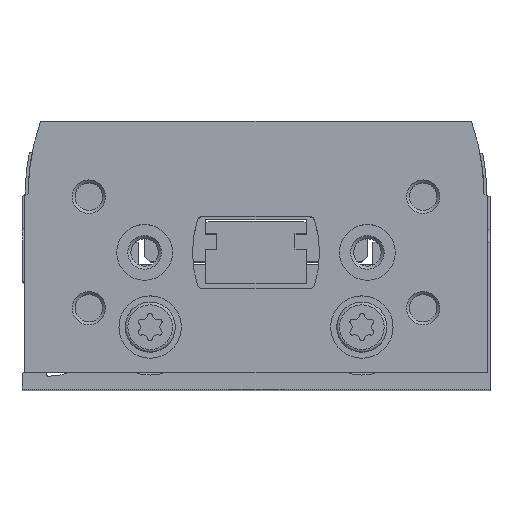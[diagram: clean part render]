
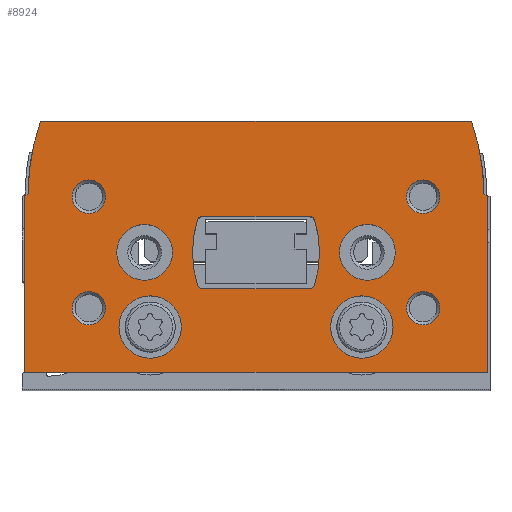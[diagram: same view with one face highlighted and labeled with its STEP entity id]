
A CAD part, top view. The second image highlights one B-rep face of the part: STEP entity #8924.
In plain terms, the highlighted planar face has unit normal (0, 0, 1).
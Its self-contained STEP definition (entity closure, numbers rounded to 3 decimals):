
#412=LINE('',#13920,#910);
#417=LINE('',#13930,#915);
#435=LINE('',#13976,#933);
#441=LINE('',#13988,#939);
#455=LINE('',#14061,#953);
#457=LINE('',#14064,#955);
#458=LINE('',#14094,#956);
#459=LINE('',#14114,#957);
#910=VECTOR('',#11384,1000.);
#915=VECTOR('',#11391,1000.);
#933=VECTOR('',#11427,1000.);
#939=VECTOR('',#11437,1000.);
#953=VECTOR('',#11493,1000.);
#955=VECTOR('',#11497,1000.);
#956=VECTOR('',#11528,1000.);
#957=VECTOR('',#11549,1000.);
#1223=PLANE('',#9703);
#2369=ORIENTED_EDGE('',*,*,#3988,.F.);
#2370=ORIENTED_EDGE('',*,*,#3989,.F.);
#2371=ORIENTED_EDGE('',*,*,#3990,.F.);
#2372=ORIENTED_EDGE('',*,*,#3991,.F.);
#2373=ORIENTED_EDGE('',*,*,#3992,.T.);
#2374=ORIENTED_EDGE('',*,*,#3993,.T.);
#2375=ORIENTED_EDGE('',*,*,#3994,.T.);
#2376=ORIENTED_EDGE('',*,*,#3995,.T.);
#2377=ORIENTED_EDGE('',*,*,#3951,.F.);
#2378=ORIENTED_EDGE('',*,*,#3970,.F.);
#2379=ORIENTED_EDGE('',*,*,#3963,.F.);
#2380=ORIENTED_EDGE('',*,*,#3960,.F.);
#2381=ORIENTED_EDGE('',*,*,#3996,.F.);
#2382=ORIENTED_EDGE('',*,*,#3997,.F.);
#2383=ORIENTED_EDGE('',*,*,#3998,.F.);
#2384=ORIENTED_EDGE('',*,*,#3954,.F.);
#2385=ORIENTED_EDGE('',*,*,#3938,.T.);
#2386=ORIENTED_EDGE('',*,*,#3932,.T.);
#2387=ORIENTED_EDGE('',*,*,#3972,.T.);
#2388=ORIENTED_EDGE('',*,*,#3903,.T.);
#2389=ORIENTED_EDGE('',*,*,#3908,.T.);
#2390=ORIENTED_EDGE('',*,*,#3912,.T.);
#2391=ORIENTED_EDGE('',*,*,#3987,.T.);
#2392=ORIENTED_EDGE('',*,*,#3944,.T.);
#3903=EDGE_CURVE('',#4811,#4810,#412,.T.);
#3908=EDGE_CURVE('',#4810,#4814,#417,.T.);
#3912=EDGE_CURVE('',#4814,#4816,#5393,.T.);
#3932=EDGE_CURVE('',#4831,#4833,#435,.T.);
#3938=EDGE_CURVE('',#4837,#4831,#441,.T.);
#3944=EDGE_CURVE('',#4842,#4837,#5399,.T.);
#3951=EDGE_CURVE('',#4846,#4847,#5402,.T.);
#3954=EDGE_CURVE('',#4847,#4848,#5403,.T.);
#3960=EDGE_CURVE('',#4852,#4853,#5406,.T.);
#3963=EDGE_CURVE('',#4853,#4855,#5407,.T.);
#3970=EDGE_CURVE('',#4855,#4846,#455,.T.);
#3972=EDGE_CURVE('',#4833,#4811,#457,.T.);
#3987=EDGE_CURVE('',#4816,#4842,#458,.T.);
#3988=EDGE_CURVE('',#4874,#4874,#5426,.T.);
#3989=EDGE_CURVE('',#4875,#4875,#5427,.T.);
#3990=EDGE_CURVE('',#4876,#4876,#5428,.T.);
#3991=EDGE_CURVE('',#4877,#4877,#5429,.T.);
#3992=EDGE_CURVE('',#4878,#4878,#5430,.T.);
#3993=EDGE_CURVE('',#4879,#4879,#5431,.T.);
#3994=EDGE_CURVE('',#4880,#4880,#5432,.T.);
#3995=EDGE_CURVE('',#4881,#4881,#5433,.T.);
#3996=EDGE_CURVE('',#4882,#4852,#5434,.T.);
#3997=EDGE_CURVE('',#4883,#4882,#459,.T.);
#3998=EDGE_CURVE('',#4848,#4883,#5435,.T.);
#4810=VERTEX_POINT('',#13919);
#4811=VERTEX_POINT('',#13921);
#4814=VERTEX_POINT('',#13929);
#4816=VERTEX_POINT('',#13936);
#4831=VERTEX_POINT('',#13970);
#4833=VERTEX_POINT('',#13975);
#4837=VERTEX_POINT('',#13986);
#4842=VERTEX_POINT('',#14001);
#4846=VERTEX_POINT('',#14015);
#4847=VERTEX_POINT('',#14017);
#4848=VERTEX_POINT('',#14025);
#4852=VERTEX_POINT('',#14038);
#4853=VERTEX_POINT('',#14040);
#4855=VERTEX_POINT('',#14049);
#4874=VERTEX_POINT('',#14097);
#4875=VERTEX_POINT('',#14099);
#4876=VERTEX_POINT('',#14101);
#4877=VERTEX_POINT('',#14103);
#4878=VERTEX_POINT('',#14105);
#4879=VERTEX_POINT('',#14107);
#4880=VERTEX_POINT('',#14109);
#4881=VERTEX_POINT('',#14111);
#4882=VERTEX_POINT('',#14113);
#4883=VERTEX_POINT('',#14115);
#5393=CIRCLE('',#9657,19.5);
#5399=CIRCLE('',#9669,19.5);
#5402=CIRCLE('',#9673,0.5);
#5403=CIRCLE('',#9675,10.);
#5406=CIRCLE('',#9679,10.);
#5407=CIRCLE('',#9681,0.5);
#5426=CIRCLE('',#9704,2.8);
#5427=CIRCLE('',#9705,2.8);
#5428=CIRCLE('',#9706,2.5);
#5429=CIRCLE('',#9707,2.5);
#5430=CIRCLE('',#9708,1.5);
#5431=CIRCLE('',#9709,1.5);
#5432=CIRCLE('',#9710,1.5);
#5433=CIRCLE('',#9711,1.5);
#5434=CIRCLE('',#9712,0.5);
#5435=CIRCLE('',#9713,0.5);
#5999=EDGE_LOOP('',(#2369));
#6000=EDGE_LOOP('',(#2370));
#6001=EDGE_LOOP('',(#2371));
#6002=EDGE_LOOP('',(#2372));
#6003=EDGE_LOOP('',(#2373));
#6004=EDGE_LOOP('',(#2374));
#6005=EDGE_LOOP('',(#2375));
#6006=EDGE_LOOP('',(#2376));
#6007=EDGE_LOOP('',(#2377,#2378,#2379,#2380,#2381,#2382,#2383,#2384));
#6008=EDGE_LOOP('',(#2385,#2386,#2387,#2388,#2389,#2390,#2391,#2392));
#6739=FACE_BOUND('',#5999,.T.);
#6740=FACE_BOUND('',#6000,.T.);
#6741=FACE_BOUND('',#6001,.T.);
#6742=FACE_BOUND('',#6002,.T.);
#6743=FACE_BOUND('',#6003,.T.);
#6744=FACE_BOUND('',#6004,.T.);
#6745=FACE_BOUND('',#6005,.T.);
#6746=FACE_BOUND('',#6006,.T.);
#6747=FACE_BOUND('',#6007,.T.);
#6748=FACE_BOUND('',#6008,.T.);
#8924=ADVANCED_FACE('',(#6739,#6740,#6741,#6742,#6743,#6744,#6745,#6746,
#6747,#6748),#1223,.T.);
#9657=AXIS2_PLACEMENT_3D('',#13937,#11398,#11399);
#9669=AXIS2_PLACEMENT_3D('',#14000,#11448,#11449);
#9673=AXIS2_PLACEMENT_3D('',#14016,#11459,#11460);
#9675=AXIS2_PLACEMENT_3D('',#14024,#11464,#11465);
#9679=AXIS2_PLACEMENT_3D('',#14039,#11474,#11475);
#9681=AXIS2_PLACEMENT_3D('',#14048,#11479,#11480);
#9703=AXIS2_PLACEMENT_3D('',#14095,#11529,#11530);
#9704=AXIS2_PLACEMENT_3D('',#14096,#11531,#11532);
#9705=AXIS2_PLACEMENT_3D('',#14098,#11533,#11534);
#9706=AXIS2_PLACEMENT_3D('',#14100,#11535,#11536);
#9707=AXIS2_PLACEMENT_3D('',#14102,#11537,#11538);
#9708=AXIS2_PLACEMENT_3D('',#14104,#11539,#11540);
#9709=AXIS2_PLACEMENT_3D('',#14106,#11541,#11542);
#9710=AXIS2_PLACEMENT_3D('',#14108,#11543,#11544);
#9711=AXIS2_PLACEMENT_3D('',#14110,#11545,#11546);
#9712=AXIS2_PLACEMENT_3D('',#14112,#11547,#11548);
#9713=AXIS2_PLACEMENT_3D('',#14116,#11550,#11551);
#11384=DIRECTION('',(0.,1.,0.));
#11391=DIRECTION('',(-0.866,0.5,0.));
#11398=DIRECTION('',(0.,0.,1.));
#11399=DIRECTION('',(1.,0.,0.));
#11427=DIRECTION('',(0.,-1.,0.));
#11437=DIRECTION('',(-0.866,-0.5,0.));
#11448=DIRECTION('',(0.,0.,1.));
#11449=DIRECTION('',(1.,0.,0.));
#11459=DIRECTION('',(0.,0.,1.));
#11460=DIRECTION('',(1.,0.,0.));
#11464=DIRECTION('',(0.,0.,1.));
#11465=DIRECTION('',(1.,0.,0.));
#11474=DIRECTION('',(0.,0.,1.));
#11475=DIRECTION('',(1.,0.,0.));
#11479=DIRECTION('',(0.,0.,1.));
#11480=DIRECTION('',(1.,0.,0.));
#11493=DIRECTION('',(-1.,0.,0.));
#11497=DIRECTION('',(1.,0.,0.));
#11528=DIRECTION('',(-1.,0.,0.));
#11529=DIRECTION('',(0.,0.,1.));
#11530=DIRECTION('',(1.,0.,0.));
#11531=DIRECTION('',(0.,0.,1.));
#11532=DIRECTION('',(1.,0.,0.));
#11533=DIRECTION('',(0.,0.,1.));
#11534=DIRECTION('',(1.,0.,0.));
#11535=DIRECTION('',(0.,0.,1.));
#11536=DIRECTION('',(1.,0.,0.));
#11537=DIRECTION('',(0.,0.,1.));
#11538=DIRECTION('',(1.,0.,0.));
#11539=DIRECTION('',(0.,0.,-1.));
#11540=DIRECTION('',(-1.,0.,0.));
#11541=DIRECTION('',(0.,0.,-1.));
#11542=DIRECTION('',(-1.,0.,0.));
#11543=DIRECTION('',(0.,0.,-1.));
#11544=DIRECTION('',(-1.,0.,0.));
#11545=DIRECTION('',(0.,0.,-1.));
#11546=DIRECTION('',(-1.,0.,0.));
#11547=DIRECTION('',(0.,0.,1.));
#11548=DIRECTION('',(1.,0.,0.));
#11549=DIRECTION('',(1.,0.,0.));
#11550=DIRECTION('',(0.,0.,1.));
#11551=DIRECTION('',(1.,0.,0.));
#13919=CARTESIAN_POINT('',(20.75,15.827,0.));
#13920=CARTESIAN_POINT('',(20.75,0.,0.));
#13921=CARTESIAN_POINT('',(20.75,0.,0.));
#13929=CARTESIAN_POINT('',(20.45,16.,0.));
#13930=CARTESIAN_POINT('',(20.75,15.827,0.));
#13936=CARTESIAN_POINT('',(19.335,22.5,0.));
#13937=CARTESIAN_POINT('',(0.95,16.,0.));
#13970=CARTESIAN_POINT('',(-20.75,15.827,0.));
#13975=CARTESIAN_POINT('',(-20.75,0.,0.));
#13976=CARTESIAN_POINT('',(-20.75,15.827,0.));
#13986=CARTESIAN_POINT('',(-20.45,16.,0.));
#13988=CARTESIAN_POINT('',(-20.45,16.,0.));
#14000=CARTESIAN_POINT('',(-0.95,16.,0.));
#14001=CARTESIAN_POINT('',(-19.335,22.5,0.));
#14015=CARTESIAN_POINT('',(-4.793,14.,0.));
#14016=CARTESIAN_POINT('',(-4.793,13.5,0.));
#14017=CARTESIAN_POINT('',(-5.272,13.645,0.));
#14024=CARTESIAN_POINT('',(4.3,10.75,0.));
#14025=CARTESIAN_POINT('',(-5.272,7.855,0.));
#14038=CARTESIAN_POINT('',(5.272,7.855,0.));
#14039=CARTESIAN_POINT('',(-4.3,10.75,0.));
#14040=CARTESIAN_POINT('',(5.272,13.645,0.));
#14048=CARTESIAN_POINT('',(4.793,13.5,0.));
#14049=CARTESIAN_POINT('',(4.793,14.,0.));
#14061=CARTESIAN_POINT('',(4.793,14.,0.));
#14064=CARTESIAN_POINT('',(-20.75,0.,0.));
#14094=CARTESIAN_POINT('',(19.335,22.5,0.));
#14095=CARTESIAN_POINT('',(0.95,16.,0.));
#14096=CARTESIAN_POINT('',(-9.5,4.05,0.));
#14097=CARTESIAN_POINT('',(-6.7,4.05,0.));
#14098=CARTESIAN_POINT('',(9.5,4.05,0.));
#14099=CARTESIAN_POINT('',(12.3,4.05,0.));
#14100=CARTESIAN_POINT('',(-10.,10.75,0.));
#14101=CARTESIAN_POINT('',(-7.5,10.75,0.));
#14102=CARTESIAN_POINT('',(10.,10.75,0.));
#14103=CARTESIAN_POINT('',(12.5,10.75,0.));
#14104=CARTESIAN_POINT('',(15.,5.75,0.));
#14105=CARTESIAN_POINT('',(13.5,5.75,0.));
#14106=CARTESIAN_POINT('',(-15.,5.75,0.));
#14107=CARTESIAN_POINT('',(-16.5,5.75,0.));
#14108=CARTESIAN_POINT('',(-15.,15.75,0.));
#14109=CARTESIAN_POINT('',(-16.5,15.75,0.));
#14110=CARTESIAN_POINT('',(15.,15.75,0.));
#14111=CARTESIAN_POINT('',(13.5,15.75,0.));
#14112=CARTESIAN_POINT('',(4.793,8.,0.));
#14113=CARTESIAN_POINT('',(4.793,7.5,0.));
#14114=CARTESIAN_POINT('',(-4.793,7.5,0.));
#14115=CARTESIAN_POINT('',(-4.793,7.5,0.));
#14116=CARTESIAN_POINT('',(-4.793,8.,0.));
